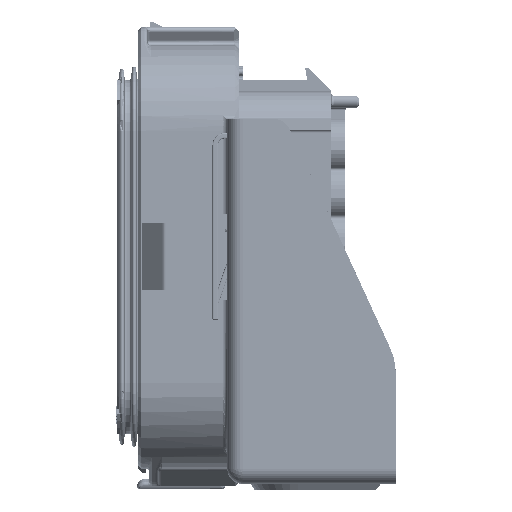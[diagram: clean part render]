
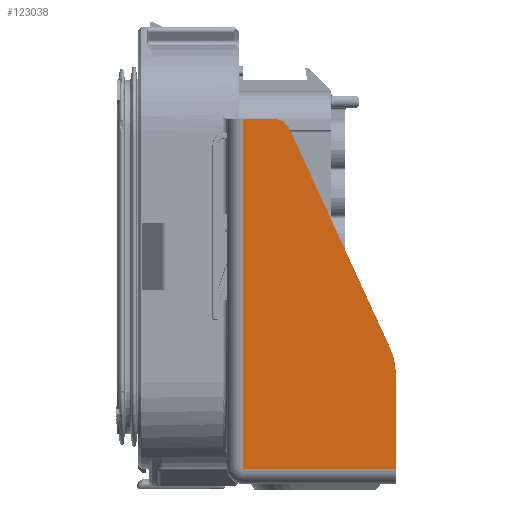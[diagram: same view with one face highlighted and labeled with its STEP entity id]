
A CAD part, left-side view. The second image highlights one B-rep face of the part: STEP entity #123038.
In plain terms, the highlighted planar face has unit normal (-1, 0, 0).
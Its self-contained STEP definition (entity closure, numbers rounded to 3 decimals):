
#2630=DIRECTION('',(0.,0.,1.));
#2631=VECTOR('',#2630,15.5);
#2632=CARTESIAN_POINT('',(-81.5,-36.,-34.55));
#2633=LINE('',#2632,#2631);
#3285=DIRECTION('',(0.,0.,1.));
#3286=VECTOR('',#3285,57.05);
#3287=CARTESIAN_POINT('',(-81.5,-11.,-34.55));
#3288=LINE('',#3287,#3286);
#3289=CARTESIAN_POINT('',(-81.5,-16.,19.5));
#3290=DIRECTION('',(1.,0.,0.));
#3291=DIRECTION('',(0.,0.,1.));
#3292=AXIS2_PLACEMENT_3D('',#3289,#3290,#3291);
#3294=DIRECTION('',(0.,-0.417,-0.909));
#3295=VECTOR('',#3294,39.206);
#3296=CARTESIAN_POINT('',(-81.5,-18.726,20.752));
#3297=LINE('',#3296,#3295);
#3298=CARTESIAN_POINT('',(-81.5,-26.,-19.05));
#3299=DIRECTION('',(1.,0.,0.));
#3300=DIRECTION('',(0.,-0.909,0.417));
#3301=AXIS2_PLACEMENT_3D('',#3298,#3299,#3300);
#3303=DIRECTION('',(0.,-1.,0.));
#3304=VECTOR('',#3303,25.);
#3305=CARTESIAN_POINT('',(-81.5,-11.,-34.55));
#3306=LINE('',#3305,#3304);
#3312=DIRECTION('',(0.,1.,0.));
#3313=VECTOR('',#3312,5.);
#3314=CARTESIAN_POINT('',(-81.5,-16.,22.5));
#3315=LINE('',#3314,#3313);
#111311=CARTESIAN_POINT('',(-81.5,-18.726,20.752));
#111312=CARTESIAN_POINT('',(-81.5,-35.088,-14.877));
#111313=VERTEX_POINT('',#111311);
#111314=VERTEX_POINT('',#111312);
#111315=CARTESIAN_POINT('',(-81.5,-16.,22.5));
#111316=VERTEX_POINT('',#111315);
#111317=CARTESIAN_POINT('',(-81.5,-36.,-19.05));
#111318=VERTEX_POINT('',#111317);
#111325=CARTESIAN_POINT('',(-81.5,-36.,-34.55));
#111327=VERTEX_POINT('',#111325);
#111332=CARTESIAN_POINT('',(-81.5,-11.,22.5));
#111334=VERTEX_POINT('',#111332);
#111335=CARTESIAN_POINT('',(-81.5,-11.,-34.55));
#111336=VERTEX_POINT('',#111335);
#123019=CARTESIAN_POINT('',(-81.5,-36.,-37.05));
#123020=DIRECTION('',(1.,0.,0.));
#123021=DIRECTION('',(0.,0.,1.));
#123022=AXIS2_PLACEMENT_3D('',#123019,#123020,#123021);
#123023=PLANE('',#123022);
#123025=ORIENTED_EDGE('',*,*,#123024,.T.);
#123027=ORIENTED_EDGE('',*,*,#123026,.F.);
#123029=ORIENTED_EDGE('',*,*,#123028,.T.);
#123031=ORIENTED_EDGE('',*,*,#123030,.T.);
#123033=ORIENTED_EDGE('',*,*,#123032,.T.);
#123034=ORIENTED_EDGE('',*,*,#122109,.F.);
#123035=ORIENTED_EDGE('',*,*,#123012,.F.);
#123036=EDGE_LOOP('',(#123025,#123027,#123029,#123031,#123033,#123034,#123035));
#123037=FACE_OUTER_BOUND('',#123036,.F.);
#123038=ADVANCED_FACE('',(#123037),#123023,.F.);
#3293=CIRCLE('',#3292,3.);
#3302=CIRCLE('',#3301,10.);
#122109=EDGE_CURVE('',#111327,#111318,#2633,.T.);
#123012=EDGE_CURVE('',#111336,#111327,#3306,.T.);
#123024=EDGE_CURVE('',#111336,#111334,#3288,.T.);
#123026=EDGE_CURVE('',#111316,#111334,#3315,.T.);
#123028=EDGE_CURVE('',#111316,#111313,#3293,.T.);
#123030=EDGE_CURVE('',#111313,#111314,#3297,.T.);
#123032=EDGE_CURVE('',#111314,#111318,#3302,.T.);
